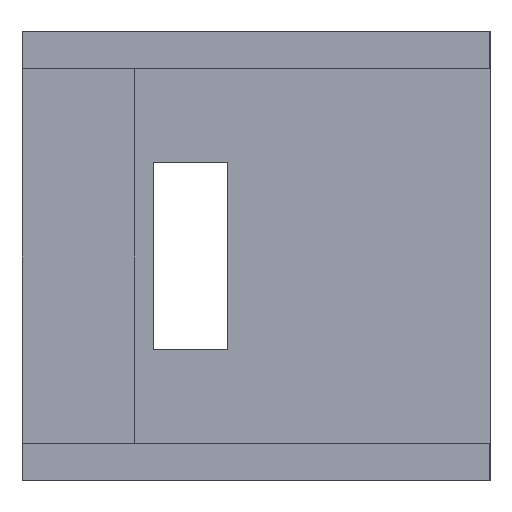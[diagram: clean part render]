
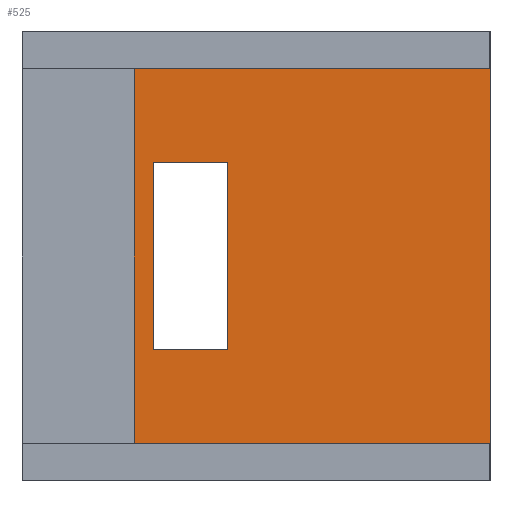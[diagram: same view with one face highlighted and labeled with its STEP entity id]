
A CAD part, left-side view. The second image highlights one B-rep face of the part: STEP entity #525.
In plain terms, the highlighted planar face has unit normal (-1, 0, 0).
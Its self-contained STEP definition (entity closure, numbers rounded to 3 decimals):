
#15=FACE_BOUND('',#64,.T.);
#37=FACE_OUTER_BOUND('',#63,.T.);
#63=EDGE_LOOP('',(#443,#444,#445,#446));
#64=EDGE_LOOP('',(#447,#448,#449,#450));
#90=LINE('',#739,#162);
#94=LINE('',#748,#166);
#98=LINE('',#756,#170);
#101=LINE('',#762,#173);
#104=LINE('',#767,#176);
#106=LINE('',#771,#178);
#126=LINE('',#810,#198);
#137=LINE('',#830,#209);
#162=VECTOR('',#600,10.);
#166=VECTOR('',#606,10.);
#170=VECTOR('',#612,10.);
#173=VECTOR('',#617,10.);
#176=VECTOR('',#622,10.);
#178=VECTOR('',#626,10.);
#198=VECTOR('',#658,10.);
#209=VECTOR('',#679,10.);
#231=VERTEX_POINT('',#736);
#232=VERTEX_POINT('',#738);
#235=VERTEX_POINT('',#746);
#236=VERTEX_POINT('',#747);
#239=VERTEX_POINT('',#755);
#241=VERTEX_POINT('',#761);
#243=VERTEX_POINT('',#770);
#256=VERTEX_POINT('',#809);
#282=EDGE_CURVE('',#231,#232,#90,.T.);
#286=EDGE_CURVE('',#235,#236,#94,.T.);
#290=EDGE_CURVE('',#239,#235,#98,.T.);
#293=EDGE_CURVE('',#241,#239,#101,.T.);
#296=EDGE_CURVE('',#236,#241,#104,.T.);
#298=EDGE_CURVE('',#232,#243,#106,.T.);
#318=EDGE_CURVE('',#243,#256,#126,.T.);
#329=EDGE_CURVE('',#256,#231,#137,.T.);
#443=ORIENTED_EDGE('',*,*,#329,.F.);
#444=ORIENTED_EDGE('',*,*,#318,.F.);
#445=ORIENTED_EDGE('',*,*,#298,.F.);
#446=ORIENTED_EDGE('',*,*,#282,.F.);
#447=ORIENTED_EDGE('',*,*,#286,.T.);
#448=ORIENTED_EDGE('',*,*,#296,.T.);
#449=ORIENTED_EDGE('',*,*,#293,.T.);
#450=ORIENTED_EDGE('',*,*,#290,.T.);
#499=PLANE('',#565);
#525=ADVANCED_FACE('',(#37,#15),#499,.T.);
#565=AXIS2_PLACEMENT_3D('',#831,#680,#681);
#600=DIRECTION('',(0.,-1.,0.));
#606=DIRECTION('',(0.,0.,1.));
#612=DIRECTION('',(0.,1.,0.));
#617=DIRECTION('',(0.,0.,-1.));
#622=DIRECTION('',(0.,-1.,0.));
#626=DIRECTION('',(0.,0.,-1.));
#658=DIRECTION('',(0.,1.,0.));
#679=DIRECTION('',(0.,0.,1.));
#680=DIRECTION('center_axis',(-1.,0.,0.));
#681=DIRECTION('ref_axis',(0.,0.,-1.));
#736=CARTESIAN_POINT('',(0.,-2.,20.));
#738=CARTESIAN_POINT('',(0.,-25.,20.));
#739=CARTESIAN_POINT('',(0.,0.,20.));
#746=CARTESIAN_POINT('',(0.,-7.,5.));
#747=CARTESIAN_POINT('',(0.,-7.,15.));
#748=CARTESIAN_POINT('',(0.,-7.,12.5));
#755=CARTESIAN_POINT('',(0.,-11.,5.));
#756=CARTESIAN_POINT('',(0.,-5.5,5.));
#761=CARTESIAN_POINT('',(0.,-11.,15.));
#762=CARTESIAN_POINT('',(0.,-11.,17.5));
#767=CARTESIAN_POINT('',(0.,-3.5,15.));
#770=CARTESIAN_POINT('',(0.,-25.,0.));
#771=CARTESIAN_POINT('',(0.,-25.,0.));
#809=CARTESIAN_POINT('',(0.,-2.,0.));
#810=CARTESIAN_POINT('',(0.,0.,0.));
#830=CARTESIAN_POINT('',(0.,-2.,20.));
#831=CARTESIAN_POINT('Origin',(0.,0.,20.));
